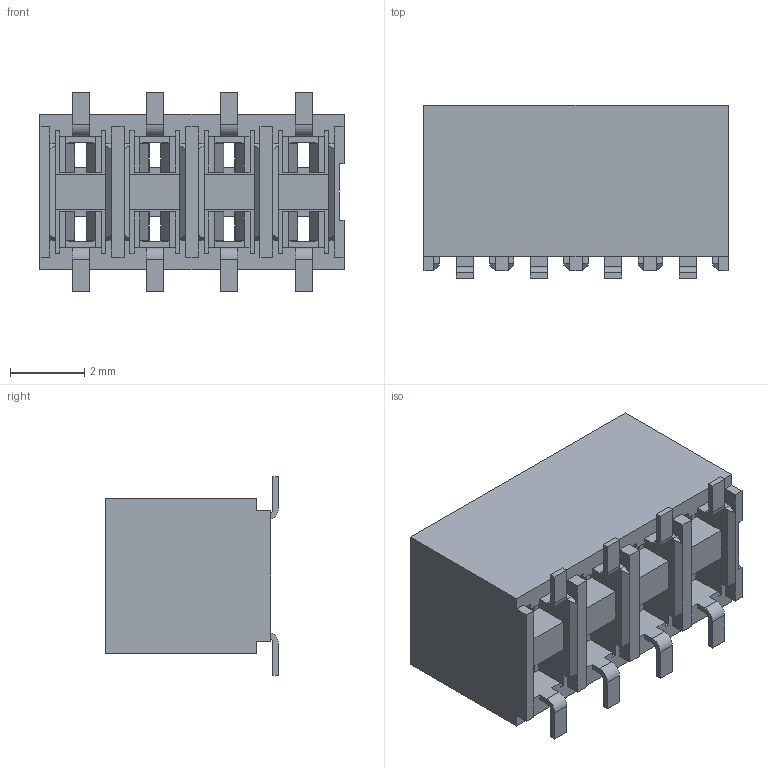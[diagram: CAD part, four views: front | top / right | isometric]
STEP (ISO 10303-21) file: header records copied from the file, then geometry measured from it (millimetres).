
FILE_DESCRIPTION((''),'2;1');
FILE_NAME('791091003','2013-09-30T',('me'),(''),'PRO/ENGINEER BY PARAMETRIC TECHNOLOGY CORPORATION, 2011490','PRO/ENGINEER BY PARAMETRIC TECHNOLOGY CORPORATION, 2011490','');
FILE_SCHEMA(('CONFIG_CONTROL_DESIGN'));
Length unit declared in the file: inch
Products named in the file (1): 791091003
Bounding box: 8.18 x 4.65 x 5.33 mm (x, y, z)
Volume: 103.4 mm3; surface area: 430.1 mm2
Topology: 1 solids, 1 shells, 486 faces, 1404 edges, 920 vertices
Faces by surface type: plane 438, cylinder 48
Entity records: 15653 total; most frequent: CARTESIAN_POINT 2779, ORIENTED_EDGE 2744, DIRECTION 2474, EDGE_CURVE 1372, VECTOR 1308, LINE 1308, VERTEX_POINT 888, AXIS2_PLACEMENT_3D 583
